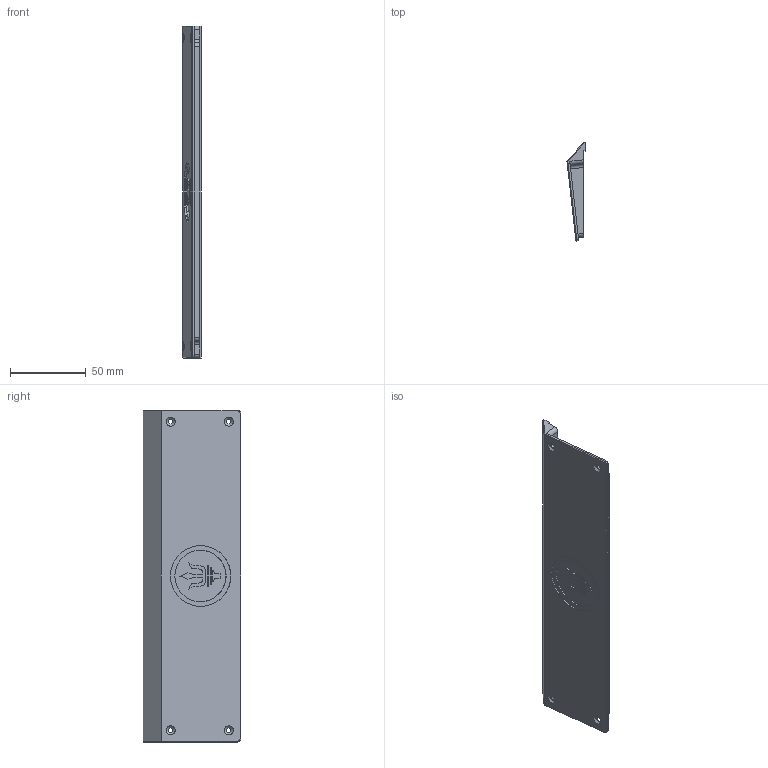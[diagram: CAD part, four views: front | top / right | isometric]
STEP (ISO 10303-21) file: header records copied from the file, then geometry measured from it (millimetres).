
FILE_DESCRIPTION (( 'STEP AP214' ), '1' );
FILE_NAME ('counterweight.STEP', '2022-07-18T07:07:39', ( '' ), ( '' ), 'SwSTEP 2.0', 'SolidWorks 2020', '' );
FILE_SCHEMA (( 'AUTOMOTIVE_DESIGN' ));
Length unit declared in the file: millimetre
Products named in the file (1): counterweight
Bounding box: 11.88 x 64.26 x 218.5 mm (x, y, z)
Volume: 96891.6 mm3; surface area: 32211.5 mm2
Topology: 1 solids, 1 shells, 226 faces, 592 edges, 390 vertices
Faces by surface type: plane 122, bspline 74, cylinder 22, cone 8
Entity records: 10006 total; most frequent: CARTESIAN_POINT 4913, ORIENTED_EDGE 1184, DIRECTION 768, EDGE_CURVE 592, LINE 390, VECTOR 390, VERTEX_POINT 390, EDGE_LOOP 256
